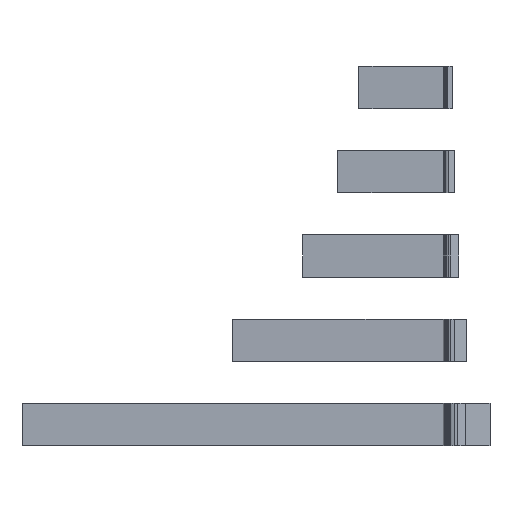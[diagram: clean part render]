
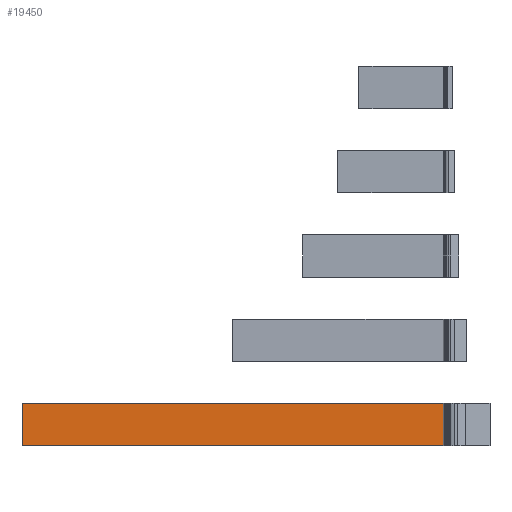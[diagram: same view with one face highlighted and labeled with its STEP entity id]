
A CAD part, left-side view. The second image highlights one B-rep face of the part: STEP entity #19450.
In plain terms, the highlighted face is planar.
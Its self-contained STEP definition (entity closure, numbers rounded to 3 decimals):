
#16166 = PLANE('',#16167);
#16167 = AXIS2_PLACEMENT_3D('',#16168,#16169,#16170);
#16168 = CARTESIAN_POINT('',(-0.043,31.716,10.));
#16169 = DIRECTION('',(-0.,-0.,-1.));
#16170 = DIRECTION('',(-1.,0.,0.));
#16220 = PLANE('',#16221);
#16221 = AXIS2_PLACEMENT_3D('',#16222,#16223,#16224);
#16222 = CARTESIAN_POINT('',(-0.043,31.716,0.));
#16223 = DIRECTION('',(-0.,-0.,-1.));
#16224 = DIRECTION('',(-1.,0.,0.));
#16973 = VERTEX_POINT('',#16974);
#16974 = CARTESIAN_POINT('',(-1.,-11.111,0.));
#16988 = PLANE('',#16989);
#16989 = AXIS2_PLACEMENT_3D('',#16990,#16991,#16992);
#16990 = CARTESIAN_POINT('',(-2.,-5.263,0.));
#16991 = DIRECTION('',(0.986,0.169,-0.));
#16992 = DIRECTION('',(0.169,-0.986,0.));
#17000 = EDGE_CURVE('',#16973,#17001,#17003,.T.);
#17001 = VERTEX_POINT('',#17002);
#17002 = CARTESIAN_POINT('',(0.,100.,0.));
#17003 = SURFACE_CURVE('',#17004,(#17008,#17015),.PCURVE_S1.);
#17004 = LINE('',#17005,#17006);
#17005 = CARTESIAN_POINT('',(-1.,-11.111,0.));
#17006 = VECTOR('',#17007,1.);
#17007 = DIRECTION('',(0.009,1.,0.));
#17008 = PCURVE('',#16220,#17009);
#17009 = DEFINITIONAL_REPRESENTATION('',(#17010),#17014);
#17010 = LINE('',#17011,#17012);
#17011 = CARTESIAN_POINT('',(0.957,-42.827));
#17012 = VECTOR('',#17013,1.);
#17013 = DIRECTION('',(-0.009,1.));
#17014 = ( GEOMETRIC_REPRESENTATION_CONTEXT(2) 
PARAMETRIC_REPRESENTATION_CONTEXT() REPRESENTATION_CONTEXT('2D SPACE',''
  ) );
#17015 = PCURVE('',#17016,#17021);
#17016 = PLANE('',#17017);
#17017 = AXIS2_PLACEMENT_3D('',#17018,#17019,#17020);
#17018 = CARTESIAN_POINT('',(-1.,-11.111,0.));
#17019 = DIRECTION('',(-1.,0.009,0.));
#17020 = DIRECTION('',(0.009,1.,0.));
#17021 = DEFINITIONAL_REPRESENTATION('',(#17022),#17026);
#17022 = LINE('',#17023,#17024);
#17023 = CARTESIAN_POINT('',(0.,0.));
#17024 = VECTOR('',#17025,1.);
#17025 = DIRECTION('',(1.,0.));
#17026 = ( GEOMETRIC_REPRESENTATION_CONTEXT(2) 
PARAMETRIC_REPRESENTATION_CONTEXT() REPRESENTATION_CONTEXT('2D SPACE',''
  ) );
#17044 = PLANE('',#17045);
#17045 = AXIS2_PLACEMENT_3D('',#17046,#17047,#17048);
#17046 = CARTESIAN_POINT('',(0.,100.,0.));
#17047 = DIRECTION('',(1.,0.011,-0.));
#17048 = DIRECTION('',(0.011,-1.,0.));
#18211 = VERTEX_POINT('',#18212);
#18212 = CARTESIAN_POINT('',(-1.,-11.111,10.));
#18233 = EDGE_CURVE('',#18211,#18234,#18236,.T.);
#18234 = VERTEX_POINT('',#18235);
#18235 = CARTESIAN_POINT('',(0.,100.,10.));
#18236 = SURFACE_CURVE('',#18237,(#18241,#18248),.PCURVE_S1.);
#18237 = LINE('',#18238,#18239);
#18238 = CARTESIAN_POINT('',(-1.,-11.111,10.));
#18239 = VECTOR('',#18240,1.);
#18240 = DIRECTION('',(0.009,1.,0.));
#18241 = PCURVE('',#16166,#18242);
#18242 = DEFINITIONAL_REPRESENTATION('',(#18243),#18247);
#18243 = LINE('',#18244,#18245);
#18244 = CARTESIAN_POINT('',(0.957,-42.827));
#18245 = VECTOR('',#18246,1.);
#18246 = DIRECTION('',(-0.009,1.));
#18247 = ( GEOMETRIC_REPRESENTATION_CONTEXT(2) 
PARAMETRIC_REPRESENTATION_CONTEXT() REPRESENTATION_CONTEXT('2D SPACE',''
  ) );
#18248 = PCURVE('',#17016,#18249);
#18249 = DEFINITIONAL_REPRESENTATION('',(#18250),#18254);
#18250 = LINE('',#18251,#18252);
#18251 = CARTESIAN_POINT('',(0.,-10.));
#18252 = VECTOR('',#18253,1.);
#18253 = DIRECTION('',(1.,0.));
#18254 = ( GEOMETRIC_REPRESENTATION_CONTEXT(2) 
PARAMETRIC_REPRESENTATION_CONTEXT() REPRESENTATION_CONTEXT('2D SPACE',''
  ) );
#19429 = EDGE_CURVE('',#16973,#18211,#19430,.T.);
#19430 = SURFACE_CURVE('',#19431,(#19435,#19442),.PCURVE_S1.);
#19431 = LINE('',#19432,#19433);
#19432 = CARTESIAN_POINT('',(-1.,-11.111,0.));
#19433 = VECTOR('',#19434,1.);
#19434 = DIRECTION('',(0.,0.,1.));
#19435 = PCURVE('',#16988,#19436);
#19436 = DEFINITIONAL_REPRESENTATION('',(#19437),#19441);
#19437 = LINE('',#19438,#19439);
#19438 = CARTESIAN_POINT('',(5.933,0.));
#19439 = VECTOR('',#19440,1.);
#19440 = DIRECTION('',(0.,-1.));
#19441 = ( GEOMETRIC_REPRESENTATION_CONTEXT(2) 
PARAMETRIC_REPRESENTATION_CONTEXT() REPRESENTATION_CONTEXT('2D SPACE',''
  ) );
#19442 = PCURVE('',#17016,#19443);
#19443 = DEFINITIONAL_REPRESENTATION('',(#19444),#19448);
#19444 = LINE('',#19445,#19446);
#19445 = CARTESIAN_POINT('',(0.,0.));
#19446 = VECTOR('',#19447,1.);
#19447 = DIRECTION('',(0.,-1.));
#19448 = ( GEOMETRIC_REPRESENTATION_CONTEXT(2) 
PARAMETRIC_REPRESENTATION_CONTEXT() REPRESENTATION_CONTEXT('2D SPACE',''
  ) );
#19450 = ADVANCED_FACE('',(#19451),#17016,.T.);
#19451 = FACE_BOUND('',#19452,.T.);
#19452 = EDGE_LOOP('',(#19453,#19454,#19455,#19476));
#19453 = ORIENTED_EDGE('',*,*,#19429,.T.);
#19454 = ORIENTED_EDGE('',*,*,#18233,.T.);
#19455 = ORIENTED_EDGE('',*,*,#19456,.F.);
#19456 = EDGE_CURVE('',#17001,#18234,#19457,.T.);
#19457 = SURFACE_CURVE('',#19458,(#19462,#19469),.PCURVE_S1.);
#19458 = LINE('',#19459,#19460);
#19459 = CARTESIAN_POINT('',(0.,100.,0.));
#19460 = VECTOR('',#19461,1.);
#19461 = DIRECTION('',(0.,0.,1.));
#19462 = PCURVE('',#17016,#19463);
#19463 = DEFINITIONAL_REPRESENTATION('',(#19464),#19468);
#19464 = LINE('',#19465,#19466);
#19465 = CARTESIAN_POINT('',(111.116,0.));
#19466 = VECTOR('',#19467,1.);
#19467 = DIRECTION('',(0.,-1.));
#19468 = ( GEOMETRIC_REPRESENTATION_CONTEXT(2) 
PARAMETRIC_REPRESENTATION_CONTEXT() REPRESENTATION_CONTEXT('2D SPACE',''
  ) );
#19469 = PCURVE('',#17044,#19470);
#19470 = DEFINITIONAL_REPRESENTATION('',(#19471),#19475);
#19471 = LINE('',#19472,#19473);
#19472 = CARTESIAN_POINT('',(0.,0.));
#19473 = VECTOR('',#19474,1.);
#19474 = DIRECTION('',(0.,-1.));
#19475 = ( GEOMETRIC_REPRESENTATION_CONTEXT(2) 
PARAMETRIC_REPRESENTATION_CONTEXT() REPRESENTATION_CONTEXT('2D SPACE',''
  ) );
#19476 = ORIENTED_EDGE('',*,*,#17000,.F.);
